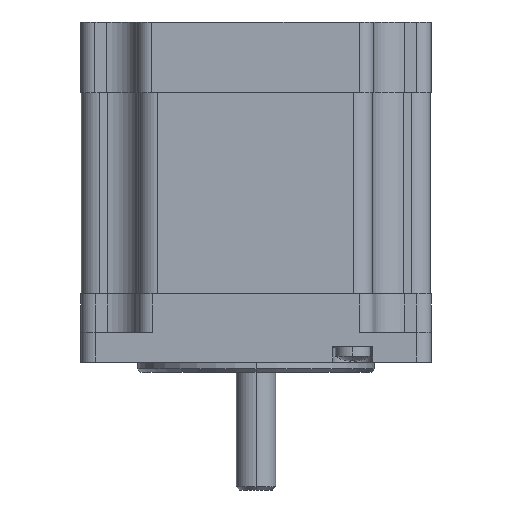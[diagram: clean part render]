
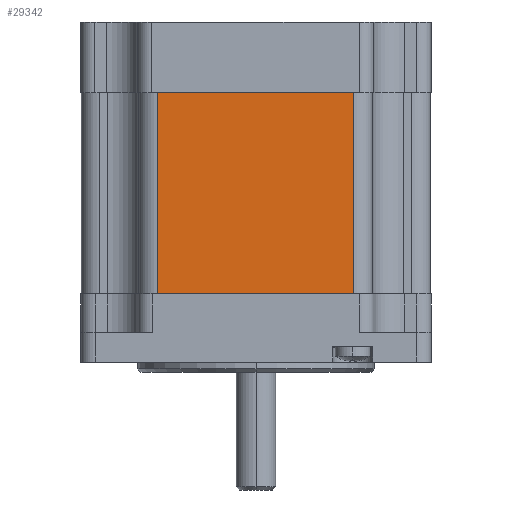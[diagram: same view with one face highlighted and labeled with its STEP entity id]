
A CAD part, left-side view. The second image highlights one B-rep face of the part: STEP entity #29342.
In plain terms, the highlighted planar face has unit normal (-1, 0.003, 0).
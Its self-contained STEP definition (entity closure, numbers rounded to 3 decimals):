
#3470=DIRECTION('',(-0.003,-1.,0.));
#3471=VECTOR('',#3470,31.6);
#3472=CARTESIAN_POINT('',(-28.051,15.887,43.4));
#3473=LINE('',#3472,#3471);
#3474=DIRECTION('',(0.,0.,-1.));
#3475=VECTOR('',#3474,32.4);
#3476=CARTESIAN_POINT('',(-28.149,-15.713,43.4));
#3477=LINE('',#3476,#3475);
#3478=DIRECTION('',(0.,0.,-1.));
#3479=VECTOR('',#3478,32.4);
#3480=CARTESIAN_POINT('',(-28.051,15.887,43.4));
#3481=LINE('',#3480,#3479);
#3746=DIRECTION('',(-0.003,-1.,0.));
#3747=VECTOR('',#3746,31.6);
#3748=CARTESIAN_POINT('',(-28.051,15.887,11.));
#3749=LINE('',#3748,#3747);
#24921=CARTESIAN_POINT('',(-28.051,15.887,11.));
#24922=CARTESIAN_POINT('',(-28.149,-15.713,11.));
#24923=VERTEX_POINT('',#24921);
#24924=VERTEX_POINT('',#24922);
#26065=CARTESIAN_POINT('',(-28.051,15.887,43.4));
#26066=CARTESIAN_POINT('',(-28.149,-15.713,43.4));
#26067=VERTEX_POINT('',#26065);
#26068=VERTEX_POINT('',#26066);
#29329=CARTESIAN_POINT('',(-28.042,18.887,11.));
#29330=DIRECTION('',(-1.,0.003,0.));
#29331=DIRECTION('',(-0.003,-1.,0.));
#29332=AXIS2_PLACEMENT_3D('',#29329,#29330,#29331);
#29333=PLANE('',#29332);
#29334=ORIENTED_EDGE('',*,*,#29229,.T.);
#29336=ORIENTED_EDGE('',*,*,#29335,.T.);
#29338=ORIENTED_EDGE('',*,*,#29337,.F.);
#29339=ORIENTED_EDGE('',*,*,#29321,.F.);
#29340=EDGE_LOOP('',(#29334,#29336,#29338,#29339));
#29341=FACE_OUTER_BOUND('',#29340,.F.);
#29342=ADVANCED_FACE('',(#29341),#29333,.T.);
#29229=EDGE_CURVE('',#26067,#26068,#3473,.T.);
#29321=EDGE_CURVE('',#26067,#24923,#3481,.T.);
#29335=EDGE_CURVE('',#26068,#24924,#3477,.T.);
#29337=EDGE_CURVE('',#24923,#24924,#3749,.T.);
